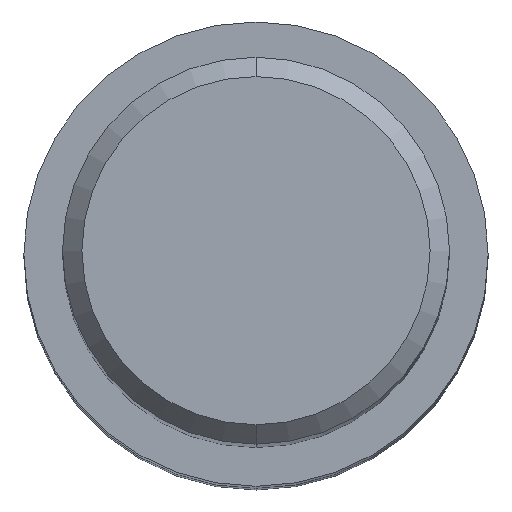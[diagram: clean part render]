
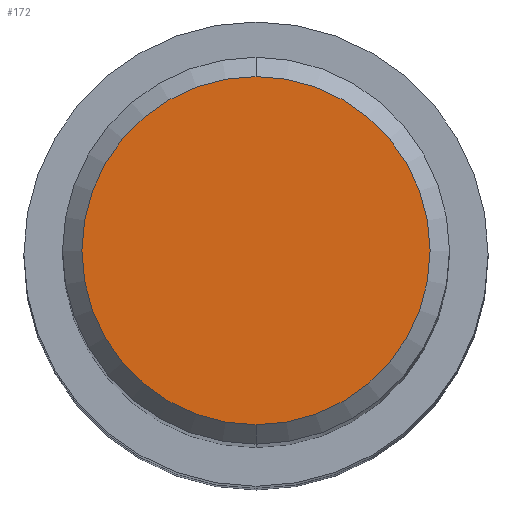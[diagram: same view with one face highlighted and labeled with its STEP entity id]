
A CAD part, top view. The second image highlights one B-rep face of the part: STEP entity #172.
In plain terms, the highlighted planar face has unit normal (0, 0, 1).
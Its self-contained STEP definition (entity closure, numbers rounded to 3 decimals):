
#172=ADVANCED_FACE('',(#465),#466,.T.);
#266=VERTEX_POINT('',#569);
#330=EDGE_CURVE('',#266,#414,#645,.T.);
#414=VERTEX_POINT('',#735);
#442=EDGE_CURVE('',#414,#266,#764,.T.);
#465=FACE_OUTER_BOUND('',#780,.T.);
#466=PLANE('',#781);
#569=CARTESIAN_POINT('',(0.0,3.6,0.0));
#645=CIRCLE('',#1167,3.6);
#735=CARTESIAN_POINT('',(0.,-3.6,0.0));
#764=CIRCLE('',#1396,3.6);
#780=EDGE_LOOP('',(#1402,#1403));
#781=AXIS2_PLACEMENT_3D('',#1404,#1405,#1406);
#1167=AXIS2_PLACEMENT_3D('',#1638,#1639,#1640);
#1396=AXIS2_PLACEMENT_3D('',#1735,#1736,#1737);
#1402=ORIENTED_EDGE('',*,*,#330,.F.);
#1403=ORIENTED_EDGE('',*,*,#442,.F.);
#1404=CARTESIAN_POINT('',(0.0,1.8,0.0));
#1405=DIRECTION('',(-0.0,0.0,1.0));
#1406=DIRECTION('',(0.0,-1.0,0.0));
#1638=CARTESIAN_POINT('',(0.0,0.0,0.0));
#1639=DIRECTION('',(0.0,0.0,-1.0));
#1640=DIRECTION('',(0.0,1.0,0.0));
#1735=CARTESIAN_POINT('',(0.0,0.0,0.0));
#1736=DIRECTION('',(0.0,0.0,-1.0));
#1737=DIRECTION('',(0.0,1.0,0.0));
